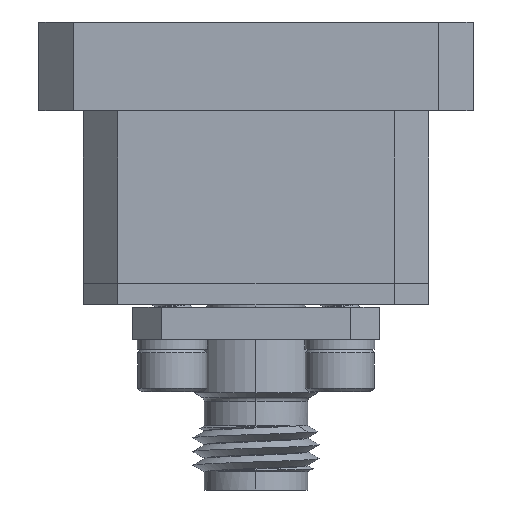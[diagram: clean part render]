
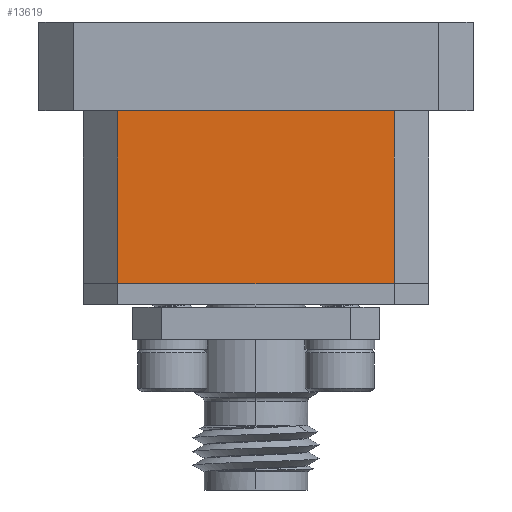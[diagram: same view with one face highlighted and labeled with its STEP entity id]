
A CAD part, front view. The second image highlights one B-rep face of the part: STEP entity #13619.
In plain terms, the highlighted planar face has unit normal (0, -1, 0).
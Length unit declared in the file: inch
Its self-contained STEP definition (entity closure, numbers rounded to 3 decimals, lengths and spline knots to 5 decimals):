
#477 = VERTEX_POINT ( 'NONE', #18918 ) ;
#1209 = DIRECTION ( 'NONE',  ( -1., 0., 0. ) ) ;
#1865 = CARTESIAN_POINT ( 'NONE',  ( 0.28, -0.25, 0. ) ) ;
#3121 = VECTOR ( 'NONE', #5848, 39.37008 ) ;
#5350 = LINE ( 'NONE', #17400, #17523 ) ;
#5848 = DIRECTION ( 'NONE',  ( 0., 0., -1. ) ) ;
#5895 = DIRECTION ( 'NONE',  ( 0., 0., 1. ) ) ;
#6091 = VECTOR ( 'NONE', #5895, 39.37008 ) ;
#6174 = CARTESIAN_POINT ( 'NONE',  ( -0.28, -0.25, 0. ) ) ;
#6217 = FACE_OUTER_BOUND ( 'NONE', #10131, .T. ) ;
#6275 = LINE ( 'NONE', #17457, #7667 ) ;
#6400 = VERTEX_POINT ( 'NONE', #17059 ) ;
#6428 = LINE ( 'NONE', #12716, #6091 ) ;
#7667 = VECTOR ( 'NONE', #13087, 39.37008 ) ;
#7884 = DIRECTION ( 'NONE',  ( 0., 1., 0. ) ) ;
#9013 = LINE ( 'NONE', #17328, #3121 ) ;
#10131 = EDGE_LOOP ( 'NONE', ( #22064, #23317, #21696, #20820 ) ) ;
#11109 = EDGE_CURVE ( 'NONE', #6400, #23912, #6428, .T. ) ;
#12474 = CARTESIAN_POINT ( 'NONE',  ( -0.35, -0.25, -0.35 ) ) ;
#12716 = CARTESIAN_POINT ( 'NONE',  ( 0.28, -0.25, -0.35 ) ) ;
#13087 = DIRECTION ( 'NONE',  ( -1., 0., 0. ) ) ;
#13151 = EDGE_CURVE ( 'NONE', #6400, #477, #6275, .T. ) ;
#13619 = ADVANCED_FACE ( 'NONE', ( #6217 ), #16836, .F. ) ;
#13723 = EDGE_CURVE ( 'NONE', #24790, #477, #9013, .T. ) ;
#16836 = PLANE ( 'NONE',  #19048 ) ;
#17059 = CARTESIAN_POINT ( 'NONE',  ( 0.28, -0.25, -0.35 ) ) ;
#17125 = EDGE_CURVE ( 'NONE', #23912, #24790, #5350, .T. ) ;
#17328 = CARTESIAN_POINT ( 'NONE',  ( -0.28, -0.25, -0.35 ) ) ;
#17400 = CARTESIAN_POINT ( 'NONE',  ( -0.35, -0.25, 0. ) ) ;
#17457 = CARTESIAN_POINT ( 'NONE',  ( -0.35, -0.25, -0.35 ) ) ;
#17523 = VECTOR ( 'NONE', #24002, 39.37008 ) ;
#18918 = CARTESIAN_POINT ( 'NONE',  ( -0.28, -0.25, -0.35 ) ) ;
#19048 = AXIS2_PLACEMENT_3D ( 'NONE', #12474, #7884, #1209 ) ;
#20820 = ORIENTED_EDGE ( 'NONE', *, *, #11109, .T. ) ;
#21696 = ORIENTED_EDGE ( 'NONE', *, *, #13151, .F. ) ;
#22064 = ORIENTED_EDGE ( 'NONE', *, *, #17125, .T. ) ;
#23317 = ORIENTED_EDGE ( 'NONE', *, *, #13723, .T. ) ;
#23912 = VERTEX_POINT ( 'NONE', #1865 ) ;
#24002 = DIRECTION ( 'NONE',  ( -1., 0., 0. ) ) ;
#24790 = VERTEX_POINT ( 'NONE', #6174 ) ;
